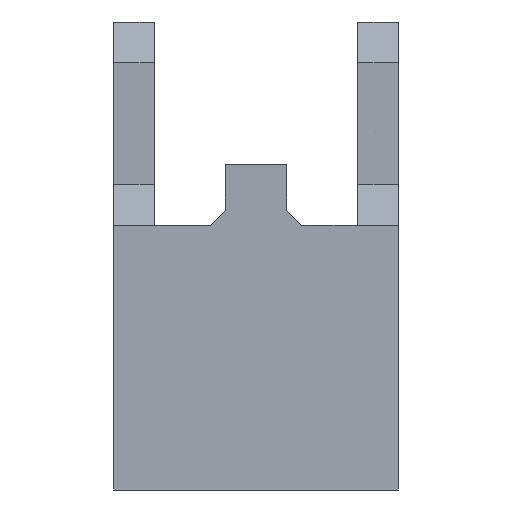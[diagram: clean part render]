
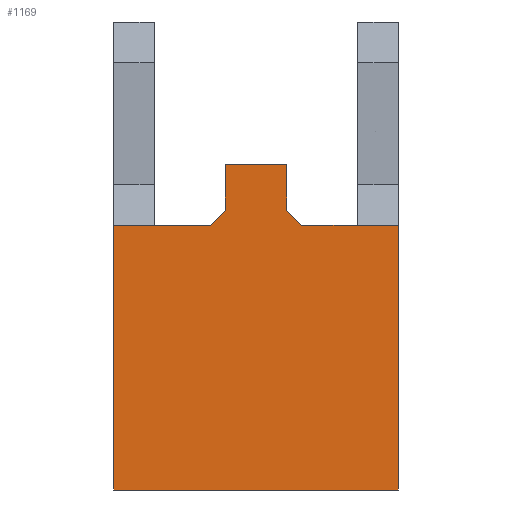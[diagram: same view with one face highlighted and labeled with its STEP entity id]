
A CAD part, left-side view. The second image highlights one B-rep face of the part: STEP entity #1169.
In plain terms, the highlighted planar face has unit normal (-1, 0, 0).
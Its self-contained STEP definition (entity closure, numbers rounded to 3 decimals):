
#52=PLANE('',#1253);
#107=FACE_OUTER_BOUND('',#171,.T.);
#171=EDGE_LOOP('',(#963,#964,#965,#966,#967,#968,#969,#970,#971,#972));
#228=LINE('',#1654,#376);
#279=LINE('',#1767,#427);
#292=LINE('',#1793,#440);
#296=LINE('',#1800,#444);
#297=LINE('',#1802,#445);
#298=LINE('',#1804,#446);
#299=LINE('',#1806,#447);
#300=LINE('',#1808,#448);
#301=LINE('',#1810,#449);
#302=LINE('',#1811,#450);
#376=VECTOR('',#1336,10.);
#427=VECTOR('',#1435,10.);
#440=VECTOR('',#1460,10.);
#444=VECTOR('',#1468,10.);
#445=VECTOR('',#1469,10.);
#446=VECTOR('',#1470,10.);
#447=VECTOR('',#1471,10.);
#448=VECTOR('',#1472,10.);
#449=VECTOR('',#1473,10.);
#450=VECTOR('',#1474,10.);
#546=VERTEX_POINT('',#1651);
#547=VERTEX_POINT('',#1653);
#585=VERTEX_POINT('',#1766);
#591=VERTEX_POINT('',#1790);
#592=VERTEX_POINT('',#1792);
#594=VERTEX_POINT('',#1801);
#595=VERTEX_POINT('',#1803);
#596=VERTEX_POINT('',#1805);
#597=VERTEX_POINT('',#1807);
#598=VERTEX_POINT('',#1809);
#661=EDGE_CURVE('',#546,#547,#228,.T.);
#718=EDGE_CURVE('',#585,#547,#279,.T.);
#731=EDGE_CURVE('',#592,#591,#292,.T.);
#735=EDGE_CURVE('',#592,#546,#296,.T.);
#736=EDGE_CURVE('',#591,#594,#297,.T.);
#737=EDGE_CURVE('',#594,#595,#298,.T.);
#738=EDGE_CURVE('',#595,#596,#299,.T.);
#739=EDGE_CURVE('',#596,#597,#300,.T.);
#740=EDGE_CURVE('',#597,#598,#301,.T.);
#741=EDGE_CURVE('',#598,#585,#302,.T.);
#963=ORIENTED_EDGE('',*,*,#735,.F.);
#964=ORIENTED_EDGE('',*,*,#731,.T.);
#965=ORIENTED_EDGE('',*,*,#736,.T.);
#966=ORIENTED_EDGE('',*,*,#737,.T.);
#967=ORIENTED_EDGE('',*,*,#738,.T.);
#968=ORIENTED_EDGE('',*,*,#739,.T.);
#969=ORIENTED_EDGE('',*,*,#740,.T.);
#970=ORIENTED_EDGE('',*,*,#741,.T.);
#971=ORIENTED_EDGE('',*,*,#718,.T.);
#972=ORIENTED_EDGE('',*,*,#661,.F.);
#1169=ADVANCED_FACE('',(#107),#52,.T.);
#1253=AXIS2_PLACEMENT_3D('',#1799,#1466,#1467);
#1336=DIRECTION('',(0.,1.,0.));
#1435=DIRECTION('',(0.,0.,-1.));
#1460=DIRECTION('',(0.,1.,0.));
#1466=DIRECTION('center_axis',(-1.,0.,0.));
#1467=DIRECTION('ref_axis',(0.,0.,1.));
#1468=DIRECTION('',(0.,0.,-1.));
#1469=DIRECTION('',(0.,0.707,0.707));
#1470=DIRECTION('',(0.,0.,1.));
#1471=DIRECTION('',(0.,1.,0.));
#1472=DIRECTION('',(0.,0.,-1.));
#1473=DIRECTION('',(0.,0.707,-0.707));
#1474=DIRECTION('',(0.,1.,0.));
#1651=CARTESIAN_POINT('',(-21.,-14.,-23.5));
#1653=CARTESIAN_POINT('',(-21.,14.,-23.5));
#1654=CARTESIAN_POINT('',(-21.,-14.,-23.5));
#1766=CARTESIAN_POINT('',(-21.,14.,2.5));
#1767=CARTESIAN_POINT('',(-21.,14.,2.5));
#1790=CARTESIAN_POINT('',(-21.,-4.5,2.5));
#1792=CARTESIAN_POINT('',(-21.,-14.,2.5));
#1793=CARTESIAN_POINT('',(-21.,-14.,2.5));
#1799=CARTESIAN_POINT('Origin',(-21.,0.,-5.5));
#1800=CARTESIAN_POINT('',(-21.,-14.,-19.5));
#1801=CARTESIAN_POINT('',(-21.,-3.,4.));
#1802=CARTESIAN_POINT('',(-21.,-4.5,2.5));
#1803=CARTESIAN_POINT('',(-21.,-3.,8.5));
#1804=CARTESIAN_POINT('',(-21.,-3.,4.));
#1805=CARTESIAN_POINT('',(-21.,3.,8.5));
#1806=CARTESIAN_POINT('',(-21.,-3.,8.5));
#1807=CARTESIAN_POINT('',(-21.,3.,4.));
#1808=CARTESIAN_POINT('',(-21.,3.,8.5));
#1809=CARTESIAN_POINT('',(-21.,4.5,2.5));
#1810=CARTESIAN_POINT('',(-21.,3.,4.));
#1811=CARTESIAN_POINT('',(-21.,4.5,2.5));
